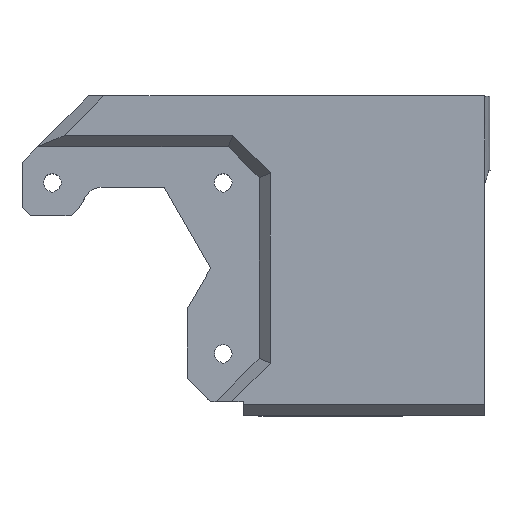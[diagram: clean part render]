
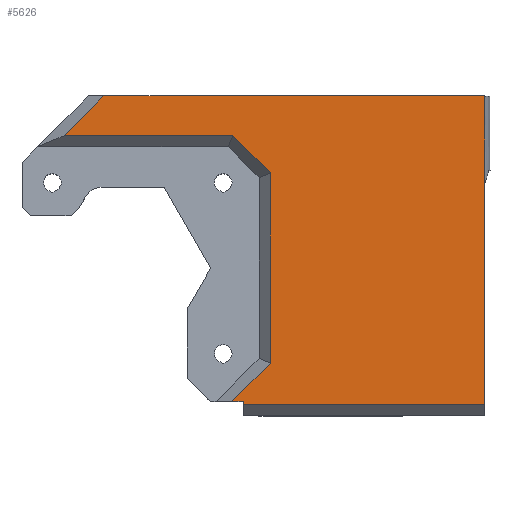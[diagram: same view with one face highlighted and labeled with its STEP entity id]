
A CAD part, top view. The second image highlights one B-rep face of the part: STEP entity #5626.
In plain terms, the highlighted planar face has unit normal (0, 0, 1).
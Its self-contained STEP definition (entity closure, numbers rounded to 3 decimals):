
#309=FACE_OUTER_BOUND('',#633,.T.);
#633=EDGE_LOOP('',(#3848,#3849,#3850,#3851,#3852,#3853,#3854,#3855,#3856,
#3857));
#1006=LINE('',#8060,#1672);
#1008=LINE('',#8064,#1674);
#1011=LINE('',#8070,#1677);
#1014=LINE('',#8076,#1680);
#1030=LINE('',#8120,#1696);
#1066=LINE('',#8202,#1732);
#1067=LINE('',#8204,#1733);
#1068=LINE('',#8206,#1734);
#1069=LINE('',#8207,#1735);
#1070=LINE('',#8208,#1736);
#1672=VECTOR('',#6498,10.);
#1674=VECTOR('',#6502,10.);
#1677=VECTOR('',#6507,10.);
#1680=VECTOR('',#6512,10.);
#1696=VECTOR('',#6536,10.);
#1732=VECTOR('',#6586,10.);
#1733=VECTOR('',#6587,10.);
#1734=VECTOR('',#6588,10.);
#1735=VECTOR('',#6589,10.);
#1736=VECTOR('',#6590,10.);
#2332=VERTEX_POINT('',#8057);
#2333=VERTEX_POINT('',#8059);
#2334=VERTEX_POINT('',#8063);
#2336=VERTEX_POINT('',#8069);
#2338=VERTEX_POINT('',#8075);
#2354=VERTEX_POINT('',#8117);
#2355=VERTEX_POINT('',#8119);
#2394=VERTEX_POINT('',#8201);
#2395=VERTEX_POINT('',#8203);
#2396=VERTEX_POINT('',#8205);
#2887=EDGE_CURVE('',#2333,#2332,#1006,.T.);
#2889=EDGE_CURVE('',#2334,#2333,#1008,.T.);
#2892=EDGE_CURVE('',#2336,#2334,#1011,.T.);
#2895=EDGE_CURVE('',#2338,#2336,#1014,.T.);
#2914=EDGE_CURVE('',#2355,#2354,#1030,.T.);
#2955=EDGE_CURVE('',#2354,#2394,#1066,.T.);
#2956=EDGE_CURVE('',#2395,#2394,#1067,.T.);
#2957=EDGE_CURVE('',#2395,#2396,#1068,.T.);
#2958=EDGE_CURVE('',#2396,#2338,#1069,.T.);
#2959=EDGE_CURVE('',#2332,#2355,#1070,.T.);
#3848=ORIENTED_EDGE('',*,*,#2955,.T.);
#3849=ORIENTED_EDGE('',*,*,#2956,.F.);
#3850=ORIENTED_EDGE('',*,*,#2957,.T.);
#3851=ORIENTED_EDGE('',*,*,#2958,.T.);
#3852=ORIENTED_EDGE('',*,*,#2895,.T.);
#3853=ORIENTED_EDGE('',*,*,#2892,.T.);
#3854=ORIENTED_EDGE('',*,*,#2889,.T.);
#3855=ORIENTED_EDGE('',*,*,#2887,.T.);
#3856=ORIENTED_EDGE('',*,*,#2959,.T.);
#3857=ORIENTED_EDGE('',*,*,#2914,.T.);
#5357=PLANE('',#5978);
#5626=ADVANCED_FACE('',(#309),#5357,.F.);
#5978=AXIS2_PLACEMENT_3D('',#8200,#6584,#6585);
#6498=DIRECTION('',(-0.707,-0.707,0.));
#6502=DIRECTION('',(0.,-1.,0.));
#6507=DIRECTION('',(0.707,-0.707,0.));
#6512=DIRECTION('',(1.,0.,0.));
#6536=DIRECTION('',(0.,-1.,0.));
#6584=DIRECTION('center_axis',(0.,0.,
-1.));
#6585=DIRECTION('ref_axis',(1.,0.,0.));
#6586=DIRECTION('',(1.,0.,0.));
#6587=DIRECTION('',(0.,-1.,0.));
#6588=DIRECTION('',(-1.,0.,0.));
#6589=DIRECTION('',(-0.707,-0.707,0.));
#6590=DIRECTION('',(1.,0.,0.));
#8057=CARTESIAN_POINT('',(35.279,171.51,366.29));
#8059=CARTESIAN_POINT('',(42.216,178.447,366.29));
#8060=CARTESIAN_POINT('',(35.279,171.51,366.29));
#8063=CARTESIAN_POINT('',(42.216,212.933,366.29));
#8064=CARTESIAN_POINT('',(42.216,212.933,366.29));
#8069=CARTESIAN_POINT('',(35.459,219.69,366.29));
#8070=CARTESIAN_POINT('',(35.459,219.69,366.29));
#8075=CARTESIAN_POINT('',(4.853,219.69,366.29));
#8076=CARTESIAN_POINT('',(61.49,219.69,366.29));
#8117=CARTESIAN_POINT('',(37.32,170.91,366.29));
#8119=CARTESIAN_POINT('',(37.32,171.51,366.29));
#8120=CARTESIAN_POINT('',(37.32,171.51,366.29));
#8200=CARTESIAN_POINT('Origin',(37.426,222.59,366.29));
#8201=CARTESIAN_POINT('',(81.135,170.91,366.29));
#8202=CARTESIAN_POINT('',(51.667,170.91,366.29));
#8203=CARTESIAN_POINT('',(81.135,226.91,366.29));
#8204=CARTESIAN_POINT('',(81.135,226.91,366.29));
#8205=CARTESIAN_POINT('',(12.073,226.91,366.29));
#8206=CARTESIAN_POINT('',(38.185,226.91,366.29));
#8207=CARTESIAN_POINT('',(14.464,229.301,366.29));
#8208=CARTESIAN_POINT('',(31.396,171.51,366.29));
